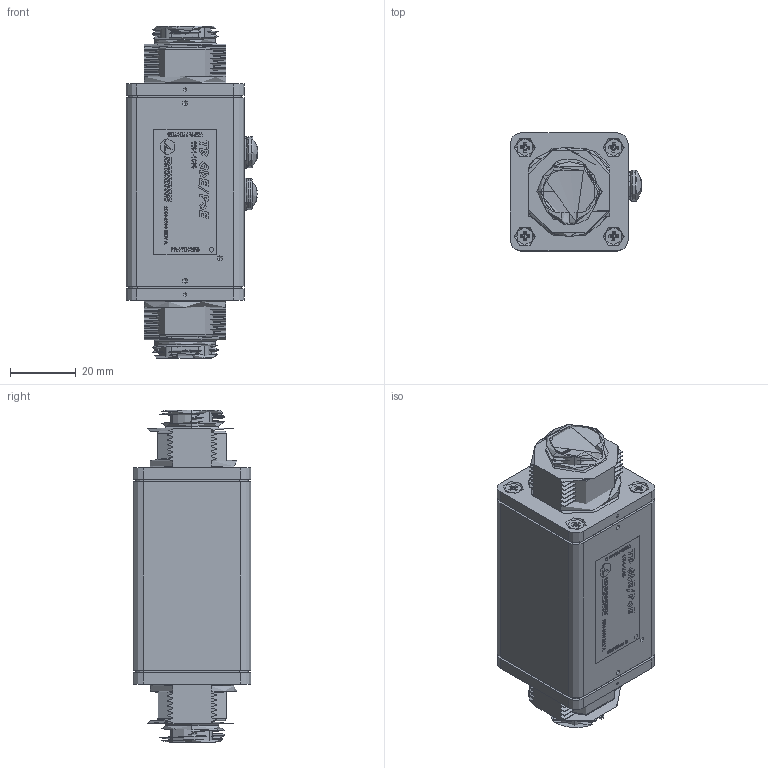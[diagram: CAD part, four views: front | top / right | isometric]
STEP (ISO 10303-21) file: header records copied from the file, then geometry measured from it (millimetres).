
FILE_DESCRIPTION (( 'STEP AP214' ), '1' );
FILE_NAME ('1101-1030-E.STEP', '2019-01-25T18:40:06', ( '' ), ( '' ), 'SwSTEP 2.0', 'SolidWorks 2018', '' );
FILE_SCHEMA (( 'AUTOMOTIVE_DESIGN' ));
Length unit declared in the file: inch
Products named in the file (31): 2250-963; 2102-355; 2003-2638; 2001-348; 4100-1390; 2500-286; 2200-544; 2001-313_RAW EXTRUSION; 1101-1030-E; 2001-313; 2102-310; 2102-310_95345A090; 2102-355_93082A120
Assembly tree (32 placements, depth 3):
  2003-2638
  2500-286
  1101-1030-E
    2001-313_RAW EXTRUSION
    2250-963
      2200-544
      2500-286
      2500-286
    4100-1390  x2
    2001-348  x2
    2102-355_93082A120  x8
    2003-2638
    2102-310_95345A090  x2
  2001-313
  4100-1390
Bounding box: 39.95 x 35.84 x 100.91 mm (x, y, z)
Volume: 42390.6 mm3; surface area: 44018.5 mm2
Topology: 21 solids, 21 shells, 3907 faces, 10653 edges, 7024 vertices
Faces by surface type: plane 1742, bspline 957, cylinder 956, cone 228, torus 20, sphere 4
Entity records: 167535 total; most frequent: CARTESIAN_POINT 77082, ORIENTED_EDGE 14522, DIRECTION 10206, EDGE_CURVE 7261, LINE 4946, VECTOR 4946, VERTEX_POINT 4799, EDGE_LOOP 3060
